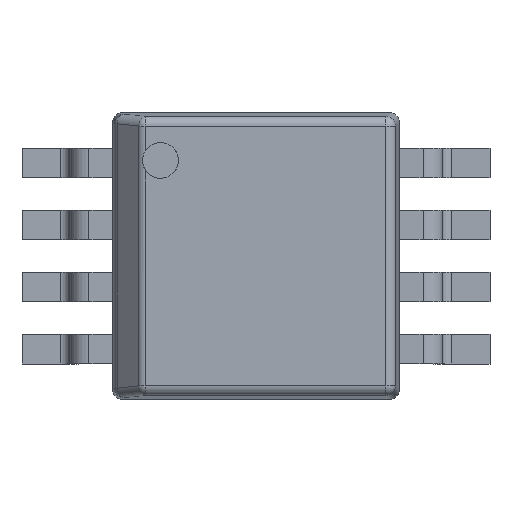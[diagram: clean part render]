
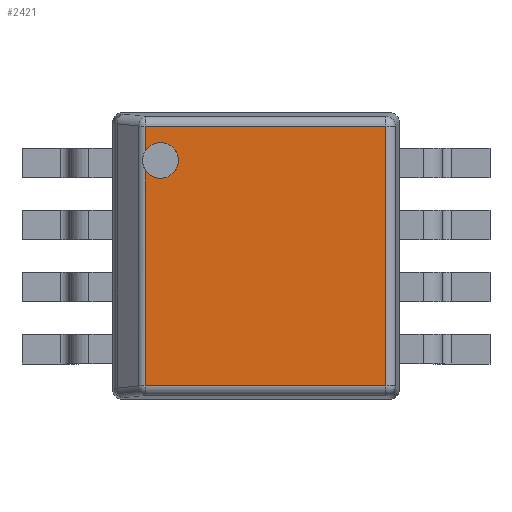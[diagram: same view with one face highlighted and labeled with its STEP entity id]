
A CAD part, top view. The second image highlights one B-rep face of the part: STEP entity #2421.
In plain terms, the highlighted planar face has unit normal (0, 0, 1).
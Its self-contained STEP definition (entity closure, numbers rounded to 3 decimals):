
#2194 = VERTEX_POINT('',#2195);
#2195 = CARTESIAN_POINT('',(0.341,2.86,1.1));
#2202 = EDGE_CURVE('',#2194,#2203,#2205,.T.);
#2203 = VERTEX_POINT('',#2204);
#2204 = CARTESIAN_POINT('',(2.86,2.86,1.1));
#2205 = LINE('',#2206,#2207);
#2206 = CARTESIAN_POINT('',(0.3,2.86,1.1));
#2207 = VECTOR('',#2208,1.);
#2208 = DIRECTION('',(1.,0.,0.));
#2269 = VERTEX_POINT('',#2270);
#2270 = CARTESIAN_POINT('',(2.86,0.14,1.1));
#2277 = EDGE_CURVE('',#2278,#2269,#2280,.T.);
#2278 = VERTEX_POINT('',#2279);
#2279 = CARTESIAN_POINT('',(0.341,0.14,1.1));
#2280 = LINE('',#2281,#2282);
#2281 = CARTESIAN_POINT('',(0.3,0.14,1.1));
#2282 = VECTOR('',#2283,1.);
#2283 = DIRECTION('',(1.,-0.,0.));
#2309 = EDGE_CURVE('',#2278,#2310,#2312,.T.);
#2310 = VERTEX_POINT('',#2311);
#2311 = CARTESIAN_POINT('',(0.341,2.4,1.1));
#2312 = LINE('',#2313,#2314);
#2313 = CARTESIAN_POINT('',(0.341,0.05,1.1));
#2314 = VECTOR('',#2315,1.);
#2315 = DIRECTION('',(0.,1.,0.));
#2318 = VERTEX_POINT('',#2319);
#2319 = CARTESIAN_POINT('',(0.341,2.6,1.1));
#2359 = EDGE_CURVE('',#2318,#2194,#2360,.T.);
#2360 = LINE('',#2361,#2362);
#2361 = CARTESIAN_POINT('',(0.341,0.05,1.1));
#2362 = VECTOR('',#2363,1.);
#2363 = DIRECTION('',(0.,1.,0.));
#2421 = ADVANCED_FACE('',(#2422),#2450,.T.);
#2422 = FACE_BOUND('',#2423,.T.);
#2423 = EDGE_LOOP('',(#2424,#2425,#2426,#2435,#2442,#2443,#2444));
#2424 = ORIENTED_EDGE('',*,*,#2202,.F.);
#2425 = ORIENTED_EDGE('',*,*,#2359,.F.);
#2426 = ORIENTED_EDGE('',*,*,#2427,.F.);
#2427 = EDGE_CURVE('',#2428,#2318,#2430,.T.);
#2428 = VERTEX_POINT('',#2429);
#2429 = CARTESIAN_POINT('',(0.688,2.5,1.1));
#2430 = CIRCLE('',#2431,0.188);
#2431 = AXIS2_PLACEMENT_3D('',#2432,#2433,#2434);
#2432 = CARTESIAN_POINT('',(0.5,2.5,1.1));
#2433 = DIRECTION('',(0.,0.,1.));
#2434 = DIRECTION('',(1.,0.,-0.));
#2435 = ORIENTED_EDGE('',*,*,#2436,.F.);
#2436 = EDGE_CURVE('',#2310,#2428,#2437,.T.);
#2437 = CIRCLE('',#2438,0.188);
#2438 = AXIS2_PLACEMENT_3D('',#2439,#2440,#2441);
#2439 = CARTESIAN_POINT('',(0.5,2.5,1.1));
#2440 = DIRECTION('',(0.,0.,1.));
#2441 = DIRECTION('',(1.,0.,-0.));
#2442 = ORIENTED_EDGE('',*,*,#2309,.F.);
#2443 = ORIENTED_EDGE('',*,*,#2277,.T.);
#2444 = ORIENTED_EDGE('',*,*,#2445,.T.);
#2445 = EDGE_CURVE('',#2269,#2203,#2446,.T.);
#2446 = LINE('',#2447,#2448);
#2447 = CARTESIAN_POINT('',(2.86,0.05,1.1));
#2448 = VECTOR('',#2449,1.);
#2449 = DIRECTION('',(0.,1.,-0.));
#2450 = PLANE('',#2451);
#2451 = AXIS2_PLACEMENT_3D('',#2452,#2453,#2454);
#2452 = CARTESIAN_POINT('',(0.,0.,1.1));
#2453 = DIRECTION('',(0.,0.,1.));
#2454 = DIRECTION('',(1.,0.,-0.));
